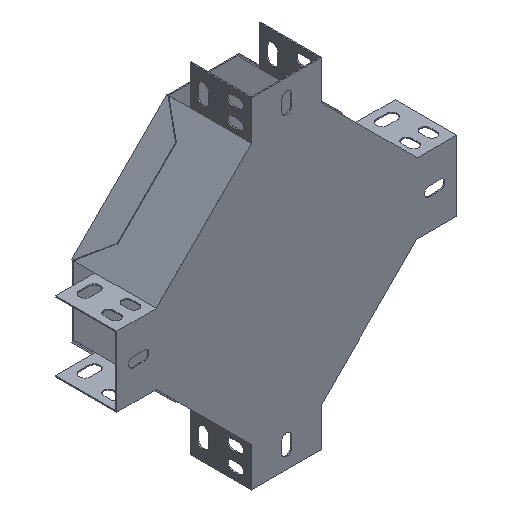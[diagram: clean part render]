
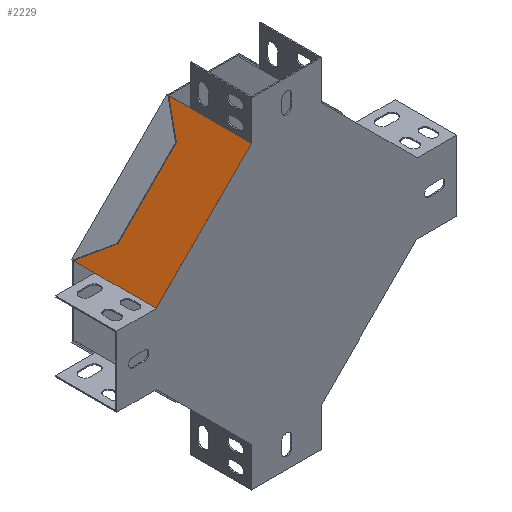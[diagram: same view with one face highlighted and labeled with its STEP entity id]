
A CAD part, isometric view. The second image highlights one B-rep face of the part: STEP entity #2229.
In plain terms, the highlighted planar face has unit normal (-0.707, 0, 0.707).
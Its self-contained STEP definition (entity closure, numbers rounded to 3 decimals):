
#35 = VERTEX_POINT ( 'NONE', #805 ) ;
#170 = VERTEX_POINT ( 'NONE', #3502 ) ;
#255 = PLANE ( 'NONE',  #3480 ) ;
#627 = CARTESIAN_POINT ( 'NONE',  ( -16.536, 129.164, 100.85 ) ) ;
#765 = DIRECTION ( 'NONE',  ( -0.707, 0., -0.707 ) ) ;
#805 = CARTESIAN_POINT ( 'NONE',  ( -87.336, 189.164, 30.05 ) ) ;
#825 = VECTOR ( 'NONE', #4104, 1000. ) ;
#997 = CARTESIAN_POINT ( 'NONE',  ( -87.336, 189.164, 30.05 ) ) ;
#1387 = LINE ( 'NONE', #3783, #3985 ) ;
#1438 = VECTOR ( 'NONE', #5264, 1000. ) ;
#1946 = FACE_OUTER_BOUND ( 'NONE', #2096, .T. ) ;
#2096 = EDGE_LOOP ( 'NONE', ( #5638, #3083, #3238, #4770, #3557, #6427 ) ) ;
#2197 = CARTESIAN_POINT ( 'NONE',  ( -17.336, 174.164, 100.05 ) ) ;
#2229 = ADVANCED_FACE ( 'NONE', ( #1946 ), #255, .F. ) ;
#2361 = EDGE_CURVE ( 'NONE', #3447, #5070, #5630, .T. ) ;
#2374 = LINE ( 'NONE', #4610, #4953 ) ;
#2385 = CARTESIAN_POINT ( 'NONE',  ( -17.336, 189.164, 100.05 ) ) ;
#2816 = CARTESIAN_POINT ( 'NONE',  ( -87.336, 189.164, 30.05 ) ) ;
#2992 = LINE ( 'NONE', #627, #1438 ) ;
#3083 = ORIENTED_EDGE ( 'NONE', *, *, #5885, .T. ) ;
#3238 = ORIENTED_EDGE ( 'NONE', *, *, #6515, .F. ) ;
#3425 = LINE ( 'NONE', #997, #4646 ) ;
#3447 = VERTEX_POINT ( 'NONE', #2197 ) ;
#3480 = AXIS2_PLACEMENT_3D ( 'NONE', #2816, #3869, #765 ) ;
#3502 = CARTESIAN_POINT ( 'NONE',  ( -87.336, 129.164, 30.05 ) ) ;
#3526 = VERTEX_POINT ( 'NONE', #4859 ) ;
#3557 = ORIENTED_EDGE ( 'NONE', *, *, #2361, .T. ) ;
#3583 = LINE ( 'NONE', #3586, #825 ) ;
#3586 = CARTESIAN_POINT ( 'NONE',  ( -87.336, 174.164, 30.05 ) ) ;
#3783 = CARTESIAN_POINT ( 'NONE',  ( -87.336, 189.164, 30.05 ) ) ;
#3869 = DIRECTION ( 'NONE',  ( 0.707, 0., -0.707 ) ) ;
#3985 = VECTOR ( 'NONE', #4318, 1000. ) ;
#4080 = DIRECTION ( 'NONE',  ( 0., 1., 0. ) ) ;
#4104 = DIRECTION ( 'NONE',  ( 0., -1., 0. ) ) ;
#4138 = CARTESIAN_POINT ( 'NONE',  ( -17.336, 189.164, 100.05 ) ) ;
#4286 = VECTOR ( 'NONE', #5967, 1000. ) ;
#4318 = DIRECTION ( 'NONE',  ( 0., -1., 0. ) ) ;
#4610 = CARTESIAN_POINT ( 'NONE',  ( -17.336, 189.164, 100.05 ) ) ;
#4646 = VECTOR ( 'NONE', #5107, 1000. ) ;
#4770 = ORIENTED_EDGE ( 'NONE', *, *, #5868, .T. ) ;
#4859 = CARTESIAN_POINT ( 'NONE',  ( -17.336, 129.164, 100.05 ) ) ;
#4953 = VECTOR ( 'NONE', #4080, 1000. ) ;
#5070 = VERTEX_POINT ( 'NONE', #4138 ) ;
#5107 = DIRECTION ( 'NONE',  ( -0.707, 0., -0.707 ) ) ;
#5264 = DIRECTION ( 'NONE',  ( -0.707, 0., -0.707 ) ) ;
#5428 = CARTESIAN_POINT ( 'NONE',  ( -87.336, 174.164, 30.05 ) ) ;
#5607 = VERTEX_POINT ( 'NONE', #5428 ) ;
#5630 = LINE ( 'NONE', #2385, #4286 ) ;
#5638 = ORIENTED_EDGE ( 'NONE', *, *, #5955, .T. ) ;
#5868 = EDGE_CURVE ( 'NONE', #3526, #3447, #2374, .T. ) ;
#5885 = EDGE_CURVE ( 'NONE', #5607, #170, #3583, .T. ) ;
#5902 = EDGE_CURVE ( 'NONE', #5070, #35, #3425, .T. ) ;
#5955 = EDGE_CURVE ( 'NONE', #35, #5607, #1387, .T. ) ;
#5967 = DIRECTION ( 'NONE',  ( 0., 1., 0. ) ) ;
#6427 = ORIENTED_EDGE ( 'NONE', *, *, #5902, .T. ) ;
#6515 = EDGE_CURVE ( 'NONE', #3526, #170, #2992, .T. ) ;
